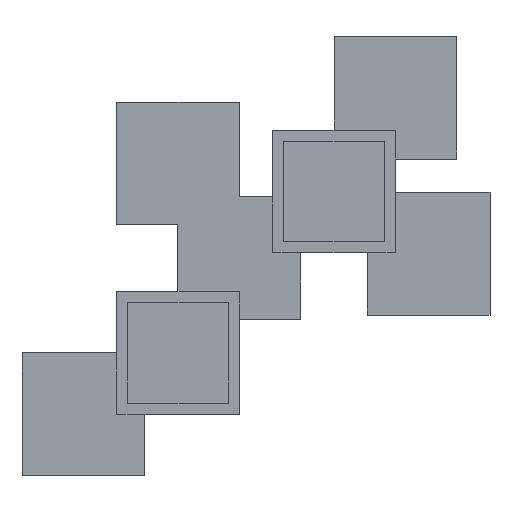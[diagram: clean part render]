
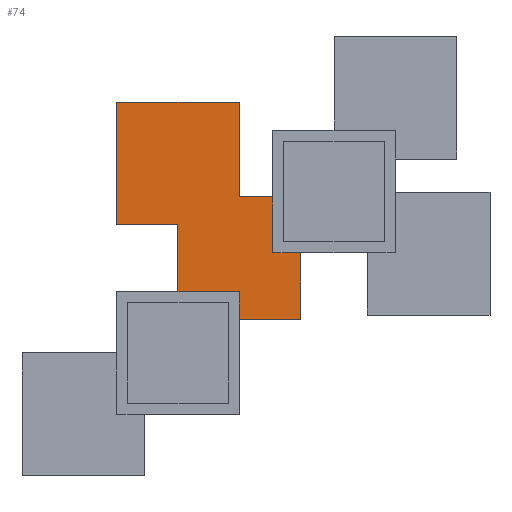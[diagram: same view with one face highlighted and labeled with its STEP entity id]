
A CAD part, top view. The second image highlights one B-rep face of the part: STEP entity #74.
In plain terms, the highlighted planar face has unit normal (0, 0, 1).
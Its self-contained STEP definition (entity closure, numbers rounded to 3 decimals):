
#74=ADVANCED_FACE('',(#138),#1013,.T.);
#138=FACE_OUTER_BOUND('',#202,.T.);
#202=EDGE_LOOP('',(#366,#367,#368,#369,#370,#371,#372,#373,#374,#375,#376,
#377));
#366=ORIENTED_EDGE('',*,*,#646,.T.);
#367=ORIENTED_EDGE('',*,*,#644,.T.);
#368=ORIENTED_EDGE('',*,*,#641,.F.);
#369=ORIENTED_EDGE('',*,*,#638,.F.);
#370=ORIENTED_EDGE('',*,*,#635,.F.);
#371=ORIENTED_EDGE('',*,*,#632,.F.);
#372=ORIENTED_EDGE('',*,*,#629,.F.);
#373=ORIENTED_EDGE('',*,*,#626,.F.);
#374=ORIENTED_EDGE('',*,*,#623,.T.);
#375=ORIENTED_EDGE('',*,*,#621,.T.);
#376=ORIENTED_EDGE('',*,*,#618,.F.);
#377=ORIENTED_EDGE('',*,*,#614,.F.);
#614=EDGE_CURVE('',#918,#919,#757,.T.);
#618=EDGE_CURVE('',#919,#922,#761,.T.);
#621=EDGE_CURVE('',#924,#922,#764,.T.);
#623=EDGE_CURVE('',#926,#924,#766,.T.);
#626=EDGE_CURVE('',#926,#928,#769,.T.);
#629=EDGE_CURVE('',#928,#930,#772,.T.);
#632=EDGE_CURVE('',#930,#932,#775,.T.);
#635=EDGE_CURVE('',#932,#934,#778,.T.);
#638=EDGE_CURVE('',#934,#936,#781,.T.);
#641=EDGE_CURVE('',#936,#938,#784,.T.);
#644=EDGE_CURVE('',#940,#938,#787,.T.);
#646=EDGE_CURVE('',#918,#940,#789,.T.);
#757=B_SPLINE_CURVE_WITH_KNOTS('',1,(#1704,#1705),.UNSPECIFIED.,.F.,.F.,
(2,2),(0.,6.),.UNSPECIFIED.);
#761=B_SPLINE_CURVE_WITH_KNOTS('',1,(#1712,#1713),.UNSPECIFIED.,.F.,.F.,
(2,2),(6.,11.5),.UNSPECIFIED.);
#764=B_SPLINE_CURVE_WITH_KNOTS('',1,(#1718,#1719),.UNSPECIFIED.,.F.,.F.,
(2,2),(-14.,-11.5),.UNSPECIFIED.);
#766=B_SPLINE_CURVE_WITH_KNOTS('',1,(#1722,#1723),.UNSPECIFIED.,.F.,.F.,
(2,2),(-19.5,-14.),.UNSPECIFIED.);
#769=B_SPLINE_CURVE_WITH_KNOTS('',1,(#1728,#1729),.UNSPECIFIED.,.F.,.F.,
(2,2),(19.5,25.5),.UNSPECIFIED.);
#772=B_SPLINE_CURVE_WITH_KNOTS('',1,(#1734,#1735),.UNSPECIFIED.,.F.,.F.,
(2,2),(25.5,31.),.UNSPECIFIED.);
#775=B_SPLINE_CURVE_WITH_KNOTS('',1,(#1740,#1741),.UNSPECIFIED.,.F.,.F.,
(2,2),(31.,42.),.UNSPECIFIED.);
#778=B_SPLINE_CURVE_WITH_KNOTS('',1,(#1746,#1747),.UNSPECIFIED.,.F.,.F.,
(2,2),(42.,53.),.UNSPECIFIED.);
#781=B_SPLINE_CURVE_WITH_KNOTS('',1,(#1752,#1753),.UNSPECIFIED.,.F.,.F.,
(2,2),(53.,61.5),.UNSPECIFIED.);
#784=B_SPLINE_CURVE_WITH_KNOTS('',1,(#1758,#1759),.UNSPECIFIED.,.F.,.F.,
(2,2),(61.5,64.5),.UNSPECIFIED.);
#787=B_SPLINE_CURVE_WITH_KNOTS('',1,(#1764,#1765),.UNSPECIFIED.,.F.,.F.,
(2,2),(-69.5,-64.5),.UNSPECIFIED.);
#789=B_SPLINE_CURVE_WITH_KNOTS('',1,(#1768,#1769),.UNSPECIFIED.,.F.,.F.,
(2,2),(-72.,-69.5),.UNSPECIFIED.);
#918=VERTEX_POINT('',#1565);
#919=VERTEX_POINT('',#1566);
#922=VERTEX_POINT('',#1569);
#924=VERTEX_POINT('',#1571);
#926=VERTEX_POINT('',#1573);
#928=VERTEX_POINT('',#1575);
#930=VERTEX_POINT('',#1577);
#932=VERTEX_POINT('',#1579);
#934=VERTEX_POINT('',#1581);
#936=VERTEX_POINT('',#1583);
#938=VERTEX_POINT('',#1585);
#940=VERTEX_POINT('',#1587);
#1013=PLANE('',#1097);
#1097=AXIS2_PLACEMENT_3D('',#1509,#1156,$);
#1156=DIRECTION('',(0.,0.,1.));
#1509=CARTESIAN_POINT('',(206.015,-197.488,13.));
#1565=CARTESIAN_POINT('',(206.015,-137.488,13.));
#1566=CARTESIAN_POINT('',(206.015,-197.488,13.));
#1569=CARTESIAN_POINT('',(151.015,-197.488,13.));
#1571=CARTESIAN_POINT('',(151.015,-172.488,13.));
#1573=CARTESIAN_POINT('',(96.015,-172.488,13.));
#1575=CARTESIAN_POINT('',(96.015,-112.488,13.));
#1577=CARTESIAN_POINT('',(41.015,-112.488,13.));
#1579=CARTESIAN_POINT('',(41.015,-2.488,13.));
#1581=CARTESIAN_POINT('',(151.015,-2.488,13.));
#1583=CARTESIAN_POINT('',(151.015,-87.488,13.));
#1585=CARTESIAN_POINT('',(181.015,-87.488,13.));
#1587=CARTESIAN_POINT('',(181.015,-137.488,13.));
#1704=CARTESIAN_POINT('',(206.015,-137.488,13.));
#1705=CARTESIAN_POINT('',(206.015,-197.488,13.));
#1712=CARTESIAN_POINT('',(206.015,-197.488,13.));
#1713=CARTESIAN_POINT('',(151.015,-197.488,13.));
#1718=CARTESIAN_POINT('',(151.015,-172.488,13.));
#1719=CARTESIAN_POINT('',(151.015,-197.488,13.));
#1722=CARTESIAN_POINT('',(96.015,-172.488,13.));
#1723=CARTESIAN_POINT('',(151.015,-172.488,13.));
#1728=CARTESIAN_POINT('',(96.015,-172.488,13.));
#1729=CARTESIAN_POINT('',(96.015,-112.488,13.));
#1734=CARTESIAN_POINT('',(96.015,-112.488,13.));
#1735=CARTESIAN_POINT('',(41.015,-112.488,13.));
#1740=CARTESIAN_POINT('',(41.015,-112.488,13.));
#1741=CARTESIAN_POINT('',(41.015,-2.488,13.));
#1746=CARTESIAN_POINT('',(41.015,-2.488,13.));
#1747=CARTESIAN_POINT('',(151.015,-2.488,13.));
#1752=CARTESIAN_POINT('',(151.015,-2.488,13.));
#1753=CARTESIAN_POINT('',(151.015,-87.488,13.));
#1758=CARTESIAN_POINT('',(151.015,-87.488,13.));
#1759=CARTESIAN_POINT('',(181.015,-87.488,13.));
#1764=CARTESIAN_POINT('',(181.015,-137.488,13.));
#1765=CARTESIAN_POINT('',(181.015,-87.488,13.));
#1768=CARTESIAN_POINT('',(206.015,-137.488,13.));
#1769=CARTESIAN_POINT('',(181.015,-137.488,13.));
